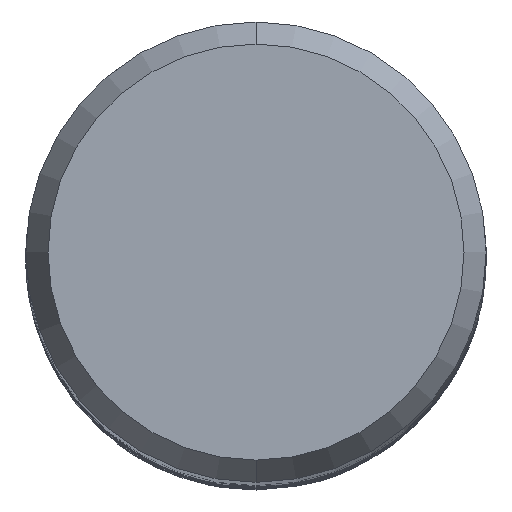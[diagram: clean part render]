
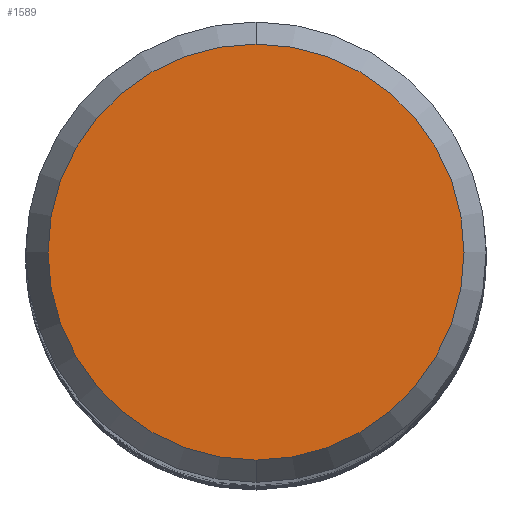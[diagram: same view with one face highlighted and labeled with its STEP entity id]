
A CAD part, top view. The second image highlights one B-rep face of the part: STEP entity #1589.
In plain terms, the highlighted planar face has unit normal (0, 0, 1).
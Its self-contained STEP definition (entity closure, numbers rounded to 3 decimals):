
#1589=ADVANCED_FACE('',(#4380),#4381,.T.);
#2261=EDGE_CURVE('',#3285,#2717,#5117,.T.);
#2717=VERTEX_POINT('',#5611);
#3285=VERTEX_POINT('',#6233);
#3825=EDGE_CURVE('',#2717,#3285,#6813,.T.);
#4380=FACE_OUTER_BOUND('',#10850,.T.);
#4381=PLANE('',#10851);
#5117=CIRCLE('',#20262,5.423);
#5611=CARTESIAN_POINT('',(0.0,5.423,0.0));
#6233=CARTESIAN_POINT('',(0.,-5.423,0.0));
#6813=CIRCLE('',#43257,5.423);
#10850=EDGE_LOOP('',(#49390,#49391));
#10851=AXIS2_PLACEMENT_3D('',#49392,#49393,#49394);
#20262=AXIS2_PLACEMENT_3D('',#50247,#50248,#50249);
#43257=AXIS2_PLACEMENT_3D('',#52000,#52001,#52002);
#49390=ORIENTED_EDGE('',*,*,#3825,.F.);
#49391=ORIENTED_EDGE('',*,*,#2261,.F.);
#49392=CARTESIAN_POINT('',(0.0,2.711,0.0));
#49393=DIRECTION('',(-0.0,0.0,1.0));
#49394=DIRECTION('',(0.0,-1.0,0.0));
#50247=CARTESIAN_POINT('',(0.0,0.0,0.0));
#50248=DIRECTION('',(0.0,0.0,-1.0));
#50249=DIRECTION('',(0.0,1.0,0.0));
#52000=CARTESIAN_POINT('',(0.0,0.0,0.0));
#52001=DIRECTION('',(0.0,0.0,-1.0));
#52002=DIRECTION('',(0.0,1.0,0.0));
